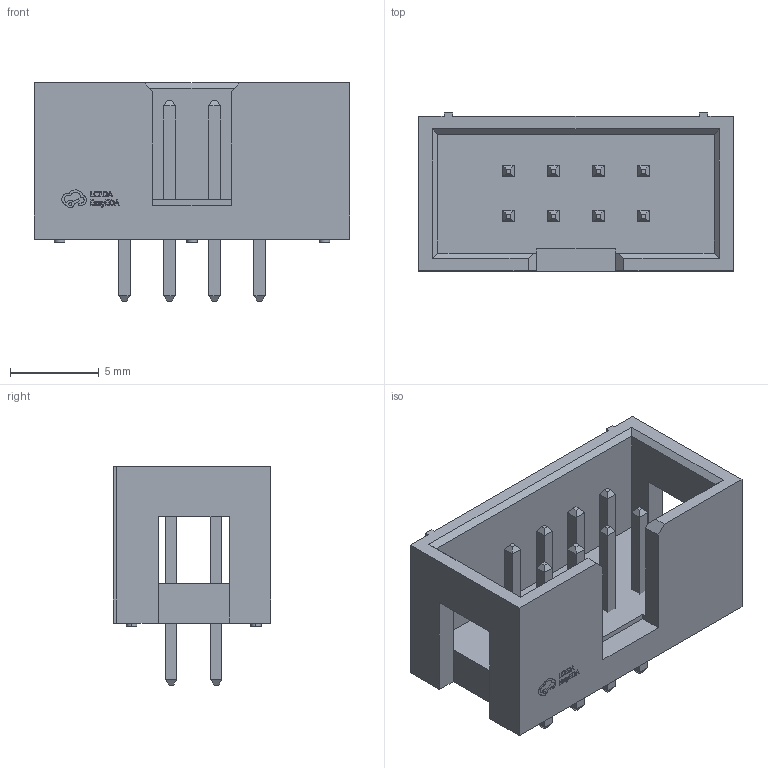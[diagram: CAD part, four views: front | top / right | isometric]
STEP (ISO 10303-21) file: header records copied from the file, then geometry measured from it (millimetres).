
FILE_DESCRIPTION(('FreeCAD Model'),'2;1');
FILE_NAME('Open CASCADE Shape Model','2025-04-11T15:31:17',(''),(''), 'Open CASCADE STEP processor 7.7','FreeCAD','Unknown');
FILE_SCHEMA(('CONFIG_CONTROL_DESIGN','SHAPE_APPEARANCE_LAYER_MIM'));
Length unit declared in the file: millimetre
Products named in the file (10): IDC-TH_321008SG0ABK00A01~IDC-TH_321008SG0ABK00A01~0iAM009; IDC-TH_321008SG0ABK00A01~IDC-TH_321008SG0ABK00A01~0iAM; IDC-TH_321008SG0ABK00A01~IDC-TH_321008SG0ABK00A01~0iAM001; IDC-TH_321008SG0ABK00A01~IDC-TH_321008SG0ABK00A01~0iAM002; IDC-TH_321008SG0ABK00A01~IDC-TH_321008SG0ABK00A01~0iAM003; IDC-TH_321008SG0ABK00A01~IDC-TH_321008SG0ABK00A01~0iAM004; IDC-TH_321008SG0ABK00A01~IDC-TH_321008SG0ABK00A01~0iAM005; IDC-TH_321008SG0ABK00A01~IDC-TH_321008SG0ABK00A01~0iAM006; IDC-TH_321008SG0ABK00A01~IDC-TH_321008SG0ABK00A01~0iAM007; IDC-TH_321008SG0ABK00A01~IDC-TH_321008SG0ABK00A01~0iAM008
Assembly tree (9 placements, depth 2):
  IDC-TH_321008SG0ABK00A01~IDC-TH_321008SG0ABK00A01~0iAM009
    IDC-TH_321008SG0ABK00A01~IDC-TH_321008SG0ABK00A01~0iAM
    IDC-TH_321008SG0ABK00A01~IDC-TH_321008SG0ABK00A01~0iAM001
    IDC-TH_321008SG0ABK00A01~IDC-TH_321008SG0ABK00A01~0iAM002
    IDC-TH_321008SG0ABK00A01~IDC-TH_321008SG0ABK00A01~0iAM003
    IDC-TH_321008SG0ABK00A01~IDC-TH_321008SG0ABK00A01~0iAM004
    IDC-TH_321008SG0ABK00A01~IDC-TH_321008SG0ABK00A01~0iAM005
    IDC-TH_321008SG0ABK00A01~IDC-TH_321008SG0ABK00A01~0iAM006
    IDC-TH_321008SG0ABK00A01~IDC-TH_321008SG0ABK00A01~0iAM007
    IDC-TH_321008SG0ABK00A01~IDC-TH_321008SG0ABK00A01~0iAM008
Bounding box: 17.76 x 8.9 x 12.3 mm (x, y, z)
Volume: 618.1 mm3; surface area: 1242.6 mm2
Topology: 9 solids, 9 shells, 479 faces, 1203 edges, 778 vertices
Faces by surface type: plane 361, bspline 106, cylinder 12
Entity records: 15488 total; most frequent: CARTESIAN_POINT 4447, ORIENTED_EDGE 2406, DIRECTION 1703, EDGE_CURVE 1203, LINE 921, VECTOR 921, VERTEX_POINT 778, FACE_BOUND 519
